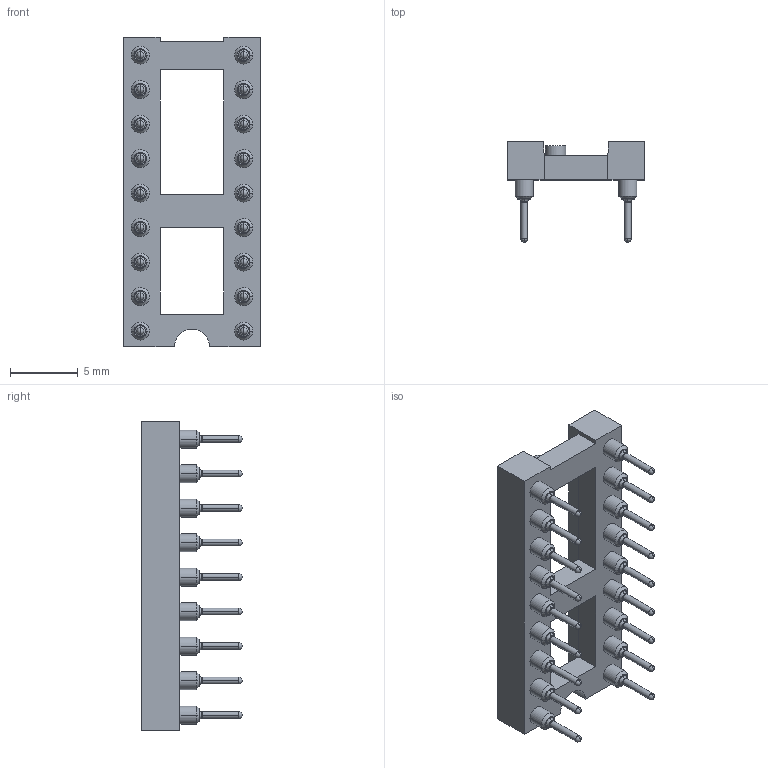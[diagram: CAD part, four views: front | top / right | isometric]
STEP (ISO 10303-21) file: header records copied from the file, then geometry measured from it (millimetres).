
FILE_DESCRIPTION(('STEP AP214'),'1');
FILE_NAME(' ',' ',('TraceParts'),('TraceParts S.A.'),'XStep 1.0',' ',' ');
FILE_SCHEMA(('automotive_design'));
Length unit declared in the file: millimetre
Products named in the file (1): 1
Bounding box: 10.1 x 7.37 x 22.8 mm (x, y, z)
Volume: 393.5 mm3; surface area: 1129.6 mm2
Topology: 1 solids, 1 shells, 734 faces, 1646 edges, 932 vertices
Faces by surface type: cone 360, cylinder 185, torus 108, plane 81
Entity records: 38332 total; most frequent: DIRECTION 4008, CARTESIAN_POINT 3241, STYLED_ITEM 3240, PRESENTATION_STYLE_ASSIGNMENT 3240, COLOUR_RGB 3240, ORIENTED_EDGE 3148, AXIS2_PLACEMENT_3D 1699, EDGE_CURVE 1574
